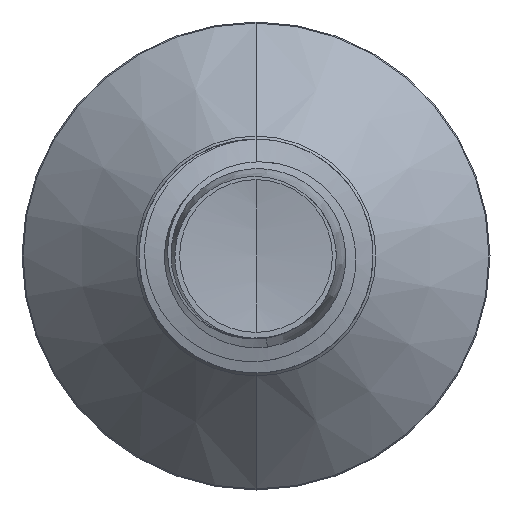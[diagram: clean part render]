
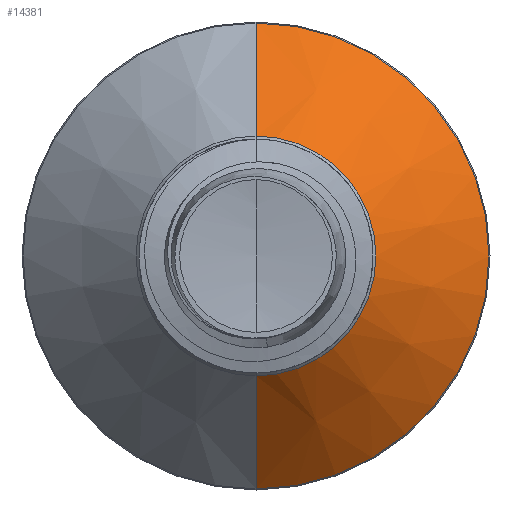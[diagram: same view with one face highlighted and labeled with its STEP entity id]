
A CAD part, front view. The second image highlights one B-rep face of the part: STEP entity #14381.
In plain terms, the highlighted conical face has half-angle 45 degrees and reference radius 2.563 mm.
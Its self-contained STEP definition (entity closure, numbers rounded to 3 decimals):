
#759 = CARTESIAN_POINT ( 'NONE',  ( 0., 8.228, 0. ) ) ;
#918 = CARTESIAN_POINT ( 'NONE',  ( 0., 5.813, 0. ) ) ;
#1334 = CARTESIAN_POINT ( 'NONE',  ( 0., 8.228, -4.978 ) ) ;
#1996 = VECTOR ( 'NONE', #2805, 1000. ) ;
#2011 = CARTESIAN_POINT ( 'NONE',  ( 0., 5.813, 2.563 ) ) ;
#2090 = DIRECTION ( 'NONE',  ( 0., 0., 1. ) ) ;
#2352 = CONICAL_SURFACE ( 'NONE', #13188, 2.563, 0.785 ) ;
#2374 = EDGE_CURVE ( 'NONE', #6118, #11646, #13352, .T. ) ;
#2726 = CARTESIAN_POINT ( 'NONE',  ( 0., 5.813, 0. ) ) ;
#2805 = DIRECTION ( 'NONE',  ( 0., 0.707, 0.707 ) ) ;
#3337 = CARTESIAN_POINT ( 'NONE',  ( 0., 8.228, 4.978 ) ) ;
#3664 = ORIENTED_EDGE ( 'NONE', *, *, #4760, .T. ) ;
#4015 = DIRECTION ( 'NONE',  ( 0., 0., 1. ) ) ;
#4426 = VERTEX_POINT ( 'NONE', #2011 ) ;
#4760 = EDGE_CURVE ( 'NONE', #8381, #11646, #8341, .T. ) ;
#4946 = EDGE_CURVE ( 'NONE', #4426, #6118, #7918, .T. ) ;
#5392 = VECTOR ( 'NONE', #10021, 1000. ) ;
#6062 = EDGE_LOOP ( 'NONE', ( #13220, #3664, #7016, #10332 ) ) ;
#6118 = VERTEX_POINT ( 'NONE', #3337 ) ;
#7016 = ORIENTED_EDGE ( 'NONE', *, *, #2374, .F. ) ;
#7277 = DIRECTION ( 'NONE',  ( 0., 1., 0. ) ) ;
#7455 = EDGE_CURVE ( 'NONE', #4426, #8381, #15559, .T. ) ;
#7918 = LINE ( 'NONE', #12780, #1996 ) ;
#8341 = LINE ( 'NONE', #12472, #5392 ) ;
#8381 = VERTEX_POINT ( 'NONE', #12240 ) ;
#8554 = AXIS2_PLACEMENT_3D ( 'NONE', #759, #9659, #2090 ) ;
#9659 = DIRECTION ( 'NONE',  ( 0., 1., 0. ) ) ;
#9804 = DIRECTION ( 'NONE',  ( 0., 0., 1. ) ) ;
#10021 = DIRECTION ( 'NONE',  ( 0., 0.707, -0.707 ) ) ;
#10332 = ORIENTED_EDGE ( 'NONE', *, *, #4946, .F. ) ;
#11491 = DIRECTION ( 'NONE',  ( 0., 1., 0. ) ) ;
#11646 = VERTEX_POINT ( 'NONE', #1334 ) ;
#12240 = CARTESIAN_POINT ( 'NONE',  ( 0., 5.813, -2.563 ) ) ;
#12246 = AXIS2_PLACEMENT_3D ( 'NONE', #2726, #11491, #4015 ) ;
#12472 = CARTESIAN_POINT ( 'NONE',  ( 0., 5.813, -2.563 ) ) ;
#12780 = CARTESIAN_POINT ( 'NONE',  ( 0., 5.813, 2.563 ) ) ;
#13188 = AXIS2_PLACEMENT_3D ( 'NONE', #918, #7277, #9804 ) ;
#13220 = ORIENTED_EDGE ( 'NONE', *, *, #7455, .T. ) ;
#13352 = CIRCLE ( 'NONE', #8554, 4.978 ) ;
#14381 = ADVANCED_FACE ( 'NONE', ( #15528 ), #2352, .T. ) ;
#15528 = FACE_OUTER_BOUND ( 'NONE', #6062, .T. ) ;
#15559 = CIRCLE ( 'NONE', #12246, 2.563 ) ;
